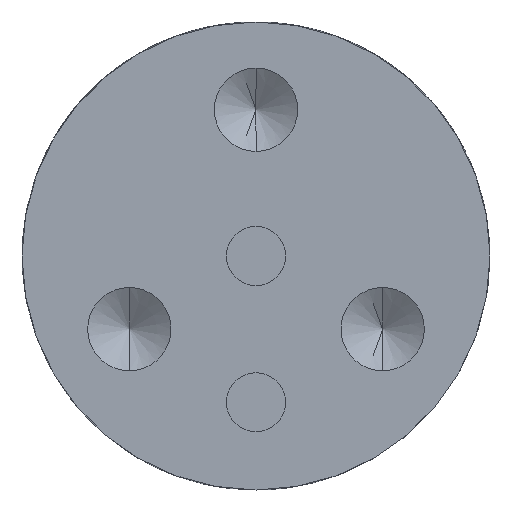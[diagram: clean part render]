
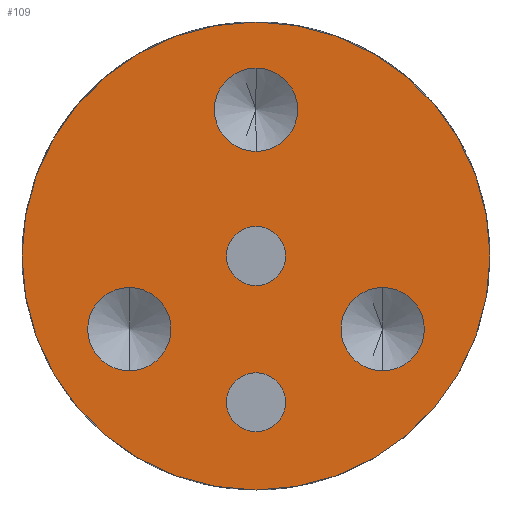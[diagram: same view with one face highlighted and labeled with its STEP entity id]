
A CAD part, front view. The second image highlights one B-rep face of the part: STEP entity #109.
In plain terms, the highlighted planar face has unit normal (0, -1, 0).
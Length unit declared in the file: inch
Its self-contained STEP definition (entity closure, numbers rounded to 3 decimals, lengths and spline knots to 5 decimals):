
#97 = EDGE_LOOP ( 'NONE', ( #145, #141 ) ) ;
#98 = EDGE_CURVE ( 'NONE', #409, #412, #1520, .T. ) ;
#102 = ORIENTED_EDGE ( 'NONE', *, *, #756, .F. ) ;
#104 = EDGE_CURVE ( 'NONE', #794, #701, #1482, .T. ) ;
#105 = EDGE_LOOP ( 'NONE', ( #116, #102 ) ) ;
#106 = EDGE_LOOP ( 'NONE', ( #111, #114 ) ) ;
#108 = ORIENTED_EDGE ( 'NONE', *, *, #415, .F. ) ;
#109 = ADVANCED_FACE ( 'NONE', ( #1514, #1513, #1507, #1521, #1485, #1483 ), #1492, .F. ) ;
#110 = EDGE_LOOP ( 'NONE', ( #162, #160 ) ) ;
#111 = ORIENTED_EDGE ( 'NONE', *, *, #104, .F. ) ;
#112 = EDGE_LOOP ( 'NONE', ( #157, #156 ) ) ;
#114 = ORIENTED_EDGE ( 'NONE', *, *, #790, .F. ) ;
#115 = EDGE_CURVE ( 'NONE', #800, #799, #1505, .T. ) ;
#116 = ORIENTED_EDGE ( 'NONE', *, *, #115, .F. ) ;
#141 = ORIENTED_EDGE ( 'NONE', *, *, #5828, .F. ) ;
#145 = ORIENTED_EDGE ( 'NONE', *, *, #5833, .F. ) ;
#155 = EDGE_CURVE ( 'NONE', #796, #697, #1549, .T. ) ;
#156 = ORIENTED_EDGE ( 'NONE', *, *, #744, .F. ) ;
#157 = ORIENTED_EDGE ( 'NONE', *, *, #155, .F. ) ;
#158 = EDGE_LOOP ( 'NONE', ( #159, #108 ) ) ;
#159 = ORIENTED_EDGE ( 'NONE', *, *, #98, .F. ) ;
#160 = ORIENTED_EDGE ( 'NONE', *, *, #664, .F. ) ;
#161 = EDGE_CURVE ( 'NONE', #661, #747, #1529, .T. ) ;
#162 = ORIENTED_EDGE ( 'NONE', *, *, #161, .F. ) ;
#409 = VERTEX_POINT ( 'NONE', #2419 ) ;
#412 = VERTEX_POINT ( 'NONE', #2418 ) ;
#415 = EDGE_CURVE ( 'NONE', #412, #409, #2417, .T. ) ;
#661 = VERTEX_POINT ( 'NONE', #3529 ) ;
#664 = EDGE_CURVE ( 'NONE', #747, #661, #3493, .T. ) ;
#697 = VERTEX_POINT ( 'NONE', #3686 ) ;
#701 = VERTEX_POINT ( 'NONE', #3680 ) ;
#744 = EDGE_CURVE ( 'NONE', #697, #796, #3374, .T. ) ;
#747 = VERTEX_POINT ( 'NONE', #3888 ) ;
#756 = EDGE_CURVE ( 'NONE', #799, #800, #3865, .T. ) ;
#790 = EDGE_CURVE ( 'NONE', #701, #794, #3949, .T. ) ;
#794 = VERTEX_POINT ( 'NONE', #3951 ) ;
#796 = VERTEX_POINT ( 'NONE', #3950 ) ;
#799 = VERTEX_POINT ( 'NONE', #3987 ) ;
#800 = VERTEX_POINT ( 'NONE', #3986 ) ;
#1482 = CIRCLE ( 'NONE', #1511, 0.0315 ) ;
#1483 = FACE_OUTER_BOUND ( 'NONE', #97, .T. ) ;
#1485 = FACE_BOUND ( 'NONE', #158, .T. ) ;
#1492 = PLANE ( 'NONE',  #1515 ) ;
#1496 = DIRECTION ( 'NONE',  ( 0., 0., -1. ) ) ;
#1497 = DIRECTION ( 'NONE',  ( 0., -1., 0. ) ) ;
#1498 = CARTESIAN_POINT ( 'NONE',  ( 0., 0., 0. ) ) ;
#1499 = AXIS2_PLACEMENT_3D ( 'NONE', #1498, #1497, #1496 ) ;
#1501 = DIRECTION ( 'NONE',  ( 0., 0., 1. ) ) ;
#1502 = DIRECTION ( 'NONE',  ( 0., 1., 0. ) ) ;
#1505 = CIRCLE ( 'NONE', #1499, 0.0315 ) ;
#1507 = FACE_BOUND ( 'NONE', #112, .T. ) ;
#1508 = DIRECTION ( 'NONE',  ( 0., 0., -1. ) ) ;
#1509 = DIRECTION ( 'NONE',  ( 0., -1., 0. ) ) ;
#1510 = CARTESIAN_POINT ( 'NONE',  ( 0., 0., -0.15625 ) ) ;
#1511 = AXIS2_PLACEMENT_3D ( 'NONE', #1510, #1509, #1508 ) ;
#1512 = CARTESIAN_POINT ( 'NONE',  ( 0., 0., 0. ) ) ;
#1513 = FACE_BOUND ( 'NONE', #105, .T. ) ;
#1514 = FACE_BOUND ( 'NONE', #106, .T. ) ;
#1515 = AXIS2_PLACEMENT_3D ( 'NONE', #1512, #1502, #1501 ) ;
#1516 = DIRECTION ( 'NONE',  ( 0., 0., -1. ) ) ;
#1517 = DIRECTION ( 'NONE',  ( 0., -1., 0. ) ) ;
#1518 = CARTESIAN_POINT ( 'NONE',  ( 0.13532, 0., -0.07813 ) ) ;
#1519 = AXIS2_PLACEMENT_3D ( 'NONE', #1518, #1517, #1516 ) ;
#1520 = CIRCLE ( 'NONE', #1519, 0.0445 ) ;
#1521 = FACE_BOUND ( 'NONE', #110, .T. ) ;
#1527 = AXIS2_PLACEMENT_3D ( 'NONE', #1590, #1589, #1588 ) ;
#1529 = CIRCLE ( 'NONE', #1592, 0.0445 ) ;
#1549 = CIRCLE ( 'NONE', #1527, 0.0445 ) ;
#1582 = DIRECTION ( 'NONE',  ( 0., 0., -1. ) ) ;
#1583 = DIRECTION ( 'NONE',  ( 0., -1., 0. ) ) ;
#1584 = CARTESIAN_POINT ( 'NONE',  ( 0., 0., 0.15625 ) ) ;
#1588 = DIRECTION ( 'NONE',  ( 0., 0., -1. ) ) ;
#1589 = DIRECTION ( 'NONE',  ( 0., -1., 0. ) ) ;
#1590 = CARTESIAN_POINT ( 'NONE',  ( -0.13532, 0., -0.07812 ) ) ;
#1592 = AXIS2_PLACEMENT_3D ( 'NONE', #1584, #1583, #1582 ) ;
#2414 = DIRECTION ( 'NONE',  ( 0., 0., -1. ) ) ;
#2415 = DIRECTION ( 'NONE',  ( 0., -1., 0. ) ) ;
#2416 = CARTESIAN_POINT ( 'NONE',  ( 0.13532, 0., -0.07813 ) ) ;
#2417 = CIRCLE ( 'NONE', #2422, 0.0445 ) ;
#2418 = CARTESIAN_POINT ( 'NONE',  ( 0.13532, 0., -0.03363 ) ) ;
#2419 = CARTESIAN_POINT ( 'NONE',  ( 0.13532, 0., -0.12263 ) ) ;
#2422 = AXIS2_PLACEMENT_3D ( 'NONE', #2416, #2415, #2414 ) ;
#3339 = AXIS2_PLACEMENT_3D ( 'NONE', #3340, #3610, #3587 ) ;
#3340 = CARTESIAN_POINT ( 'NONE',  ( -0.13532, 0., -0.07812 ) ) ;
#3374 = CIRCLE ( 'NONE', #3339, 0.0445 ) ;
#3493 = CIRCLE ( 'NONE', #3530, 0.0445 ) ;
#3501 = DIRECTION ( 'NONE',  ( 0., 0., -1. ) ) ;
#3502 = DIRECTION ( 'NONE',  ( 0., -1., 0. ) ) ;
#3503 = CARTESIAN_POINT ( 'NONE',  ( 0., 0., 0.15625 ) ) ;
#3529 = CARTESIAN_POINT ( 'NONE',  ( 0., 0., 0.11175 ) ) ;
#3530 = AXIS2_PLACEMENT_3D ( 'NONE', #3503, #3502, #3501 ) ;
#3587 = DIRECTION ( 'NONE',  ( 0., 0., -1. ) ) ;
#3610 = DIRECTION ( 'NONE',  ( 0., -1., 0. ) ) ;
#3680 = CARTESIAN_POINT ( 'NONE',  ( 0., 0., -0.12475 ) ) ;
#3686 = CARTESIAN_POINT ( 'NONE',  ( -0.13532, 0., -0.03362 ) ) ;
#3865 = CIRCLE ( 'NONE', #3870, 0.0315 ) ;
#3870 = AXIS2_PLACEMENT_3D ( 'NONE', #3916, #3915, #3914 ) ;
#3888 = CARTESIAN_POINT ( 'NONE',  ( 0., 0., 0.20075 ) ) ;
#3914 = DIRECTION ( 'NONE',  ( 0., 0., -1. ) ) ;
#3915 = DIRECTION ( 'NONE',  ( 0., -1., 0. ) ) ;
#3916 = CARTESIAN_POINT ( 'NONE',  ( 0., 0., 0. ) ) ;
#3945 = DIRECTION ( 'NONE',  ( 0., 0., -1. ) ) ;
#3946 = DIRECTION ( 'NONE',  ( 0., -1., 0. ) ) ;
#3947 = CARTESIAN_POINT ( 'NONE',  ( 0., 0., -0.15625 ) ) ;
#3948 = AXIS2_PLACEMENT_3D ( 'NONE', #3947, #3946, #3945 ) ;
#3949 = CIRCLE ( 'NONE', #3948, 0.0315 ) ;
#3950 = CARTESIAN_POINT ( 'NONE',  ( -0.13532, 0., -0.12262 ) ) ;
#3951 = CARTESIAN_POINT ( 'NONE',  ( 0., 0., -0.18775 ) ) ;
#3986 = CARTESIAN_POINT ( 'NONE',  ( 0., 0., -0.0315 ) ) ;
#3987 = CARTESIAN_POINT ( 'NONE',  ( 0., 0., 0.0315 ) ) ;
#5102 = CARTESIAN_POINT ( 'NONE',  ( 0., 0., -0.25 ) ) ;
#5106 = CARTESIAN_POINT ( 'NONE',  ( 0., 0., 0.25 ) ) ;
#5129 = CARTESIAN_POINT ( 'NONE',  ( 0., 0., 0. ) ) ;
#5148 = AXIS2_PLACEMENT_3D ( 'NONE', #5129, #5185, #5184 ) ;
#5153 = CARTESIAN_POINT ( 'NONE',  ( 0., 0., 0. ) ) ;
#5177 = DIRECTION ( 'NONE',  ( 0., 0., 1. ) ) ;
#5178 = DIRECTION ( 'NONE',  ( 0., 1., 0. ) ) ;
#5182 = CIRCLE ( 'NONE', #5192, 0.25 ) ;
#5184 = DIRECTION ( 'NONE',  ( 0., 0., 1. ) ) ;
#5185 = DIRECTION ( 'NONE',  ( 0., 1., 0. ) ) ;
#5192 = AXIS2_PLACEMENT_3D ( 'NONE', #5153, #5178, #5177 ) ;
#5201 = CIRCLE ( 'NONE', #5148, 0.25 ) ;
#5805 = VERTEX_POINT ( 'NONE', #5106 ) ;
#5807 = VERTEX_POINT ( 'NONE', #5102 ) ;
#5828 = EDGE_CURVE ( 'NONE', #5805, #5807, #5201, .T. ) ;
#5833 = EDGE_CURVE ( 'NONE', #5807, #5805, #5182, .T. ) ;
